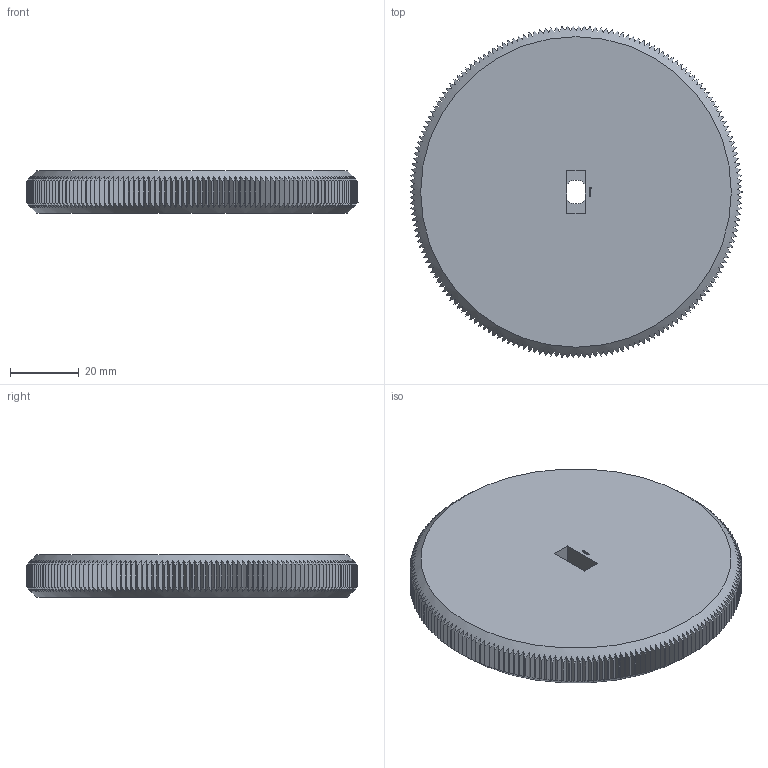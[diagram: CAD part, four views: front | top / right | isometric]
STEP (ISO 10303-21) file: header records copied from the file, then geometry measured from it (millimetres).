
FILE_DESCRIPTION(('FreeCAD Model'),'2;1');
FILE_NAME('Open CASCADE Shape Model','2024-01-03T19:05:35',(''),(''), 'Open CASCADE STEP processor 7.6','FreeCAD','Unknown');
FILE_SCHEMA(('AUTOMOTIVE_DESIGN { 1 0 10303 214 1 1 1 1 }'));
Products named in the file (1): Knob KNR BVD SCR ISR BU01.00x07.75 - SPN-KNB-0026 (stemfie.org)
Bounding box: 96.88 x 96.86 x 12.5 mm (x, y, z)
Volume: 87037.1 mm3; surface area: 19812.4 mm2
Topology: 1 solids, 1 shells, 1063 faces, 3078 edges, 2050 vertices
Faces by surface type: plane 691, cylinder 188, extrusion 180, cone 4
Entity records: 78002 total; most frequent: CARTESIAN_POINT 17900, DIRECTION 10840, ORIENTED_EDGE 6156, PCURVE 6156, DEFINITIONAL_REPRESENTATION 6156, VECTOR 6064, LINE 5884, EDGE_CURVE 3078
